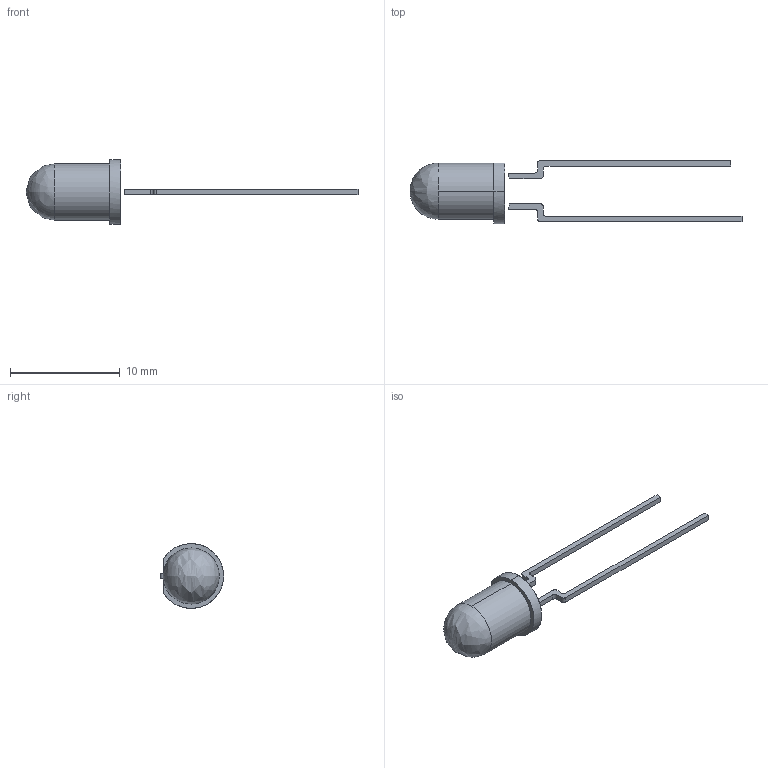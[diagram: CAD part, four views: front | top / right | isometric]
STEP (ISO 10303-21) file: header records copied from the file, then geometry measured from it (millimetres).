
FILE_DESCRIPTION (( 'STEP AP203' ), '1' );
FILE_NAME ('VAOL-5LWY4.STEP', '2017-03-08T22:40:43', ( '' ), ( '' ), 'SwSTEP 2.0', 'SolidWorks 2016', '' );
FILE_SCHEMA (( 'CONFIG_CONTROL_DESIGN' ));
Length unit declared in the file: inch
Products named in the file (1): VAOL-5LWY4
Bounding box: 30.2 x 5.74 x 5.89 mm (x, y, z)
Surface area: 261.8 mm2 (no closed solid volume)
Topology: 0 solids, 4 shells, 35 faces, 98 edges, 65 vertices
Faces by surface type: plane 21, cylinder 13, bspline 1
Entity records: 1313 total; most frequent: CARTESIAN_POINT 362, ORIENTED_EDGE 178, DIRECTION 176, EDGE_CURVE 96, VERTEX_POINT 65, AXIS2_PLACEMENT_3D 61, VECTOR 54, LINE 54
